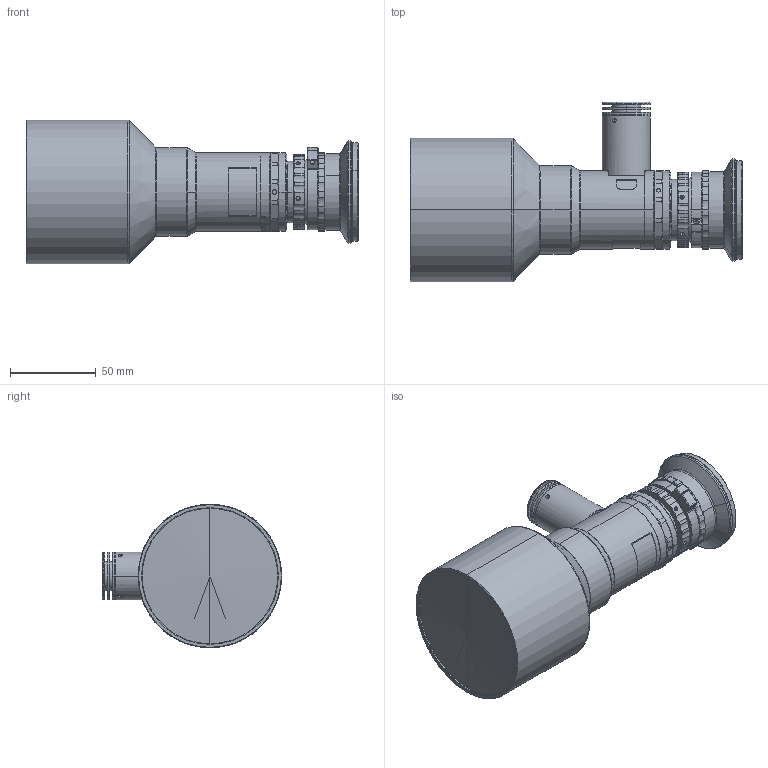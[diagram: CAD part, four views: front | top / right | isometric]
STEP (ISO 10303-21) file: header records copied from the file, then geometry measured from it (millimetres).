
FILE_DESCRIPTION (( 'STEP AP203' ), '1' );
FILE_NAME ('DTCA175-61.4C-G-M58-ALV2.STEP', '2023-02-06T03:05:46', ( '' ), ( '' ), 'SwSTEP 2.0', 'SolidWorks 2017', '' );
FILE_SCHEMA (( 'CONFIG_CONTROL_DESIGN' ));
Length unit declared in the file: millimetre
Products named in the file (3): M58; DTCA175-61.4C-G-M42-AL; DTCA175-61.4C-G-M58-ALV2
Assembly tree (2 placements, depth 2):
  DTCA175-61.4C-G-M58-ALV2
    DTCA175-61.4C-G-M42-AL
    M58
Bounding box: 194.08 x 105 x 84 mm (x, y, z)
Volume: 619157.4 mm3; surface area: 60626.1 mm2
Topology: 2 solids, 9 shells, 708 faces, 1872 edges, 1200 vertices
Faces by surface type: cylinder 242, cone 229, plane 172, bspline 61, torus 4
Entity records: 26114 total; most frequent: CARTESIAN_POINT 8857, ORIENTED_EDGE 3720, DIRECTION 3396, EDGE_CURVE 1860, AXIS2_PLACEMENT_3D 1373, VERTEX_POINT 1200, EDGE_LOOP 758, CIRCLE 721
